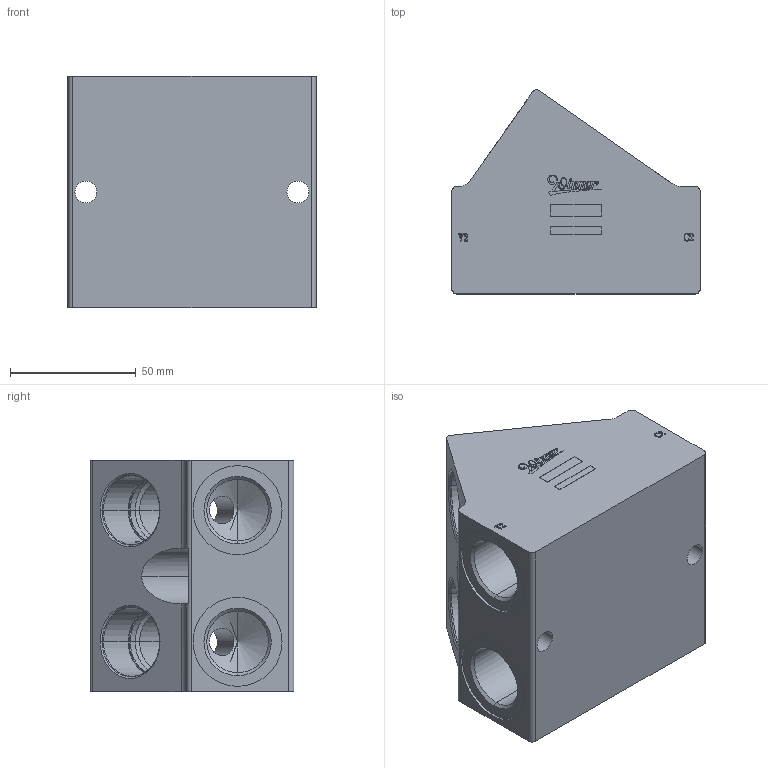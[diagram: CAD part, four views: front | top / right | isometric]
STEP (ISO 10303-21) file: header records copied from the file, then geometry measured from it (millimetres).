
FILE_DESCRIPTION (( 'STEP AP203' ), '1' );
FILE_NAME ('ML-120-CDW-2A3-2A3-G06-Z41.STEP', '2026-02-26T00:30:58', ( '' ), ( '' ), 'SwSTEP 2.0', 'SolidWorks 2018', '' );
FILE_SCHEMA (( 'CONFIG_CONTROL_DESIGN' ));
Length unit declared in the file: millimetre
Products named in the file (1): ML-120-CDW-2A3-2A3-G06-Z41
Bounding box: 98.6 x 81.01 x 92 mm (x, y, z)
Volume: 417490.1 mm3; surface area: 60163.9 mm2
Topology: 1 solids, 1 shells, 695 faces, 1947 edges, 1280 vertices
Faces by surface type: cylinder 350, plane 203, bspline 104, cone 34, torus 4
Entity records: 26305 total; most frequent: CARTESIAN_POINT 8420, ORIENTED_EDGE 3886, DIRECTION 3591, EDGE_CURVE 1943, AXIS2_PLACEMENT_3D 1299, VERTEX_POINT 1280, LINE 993, VECTOR 993
